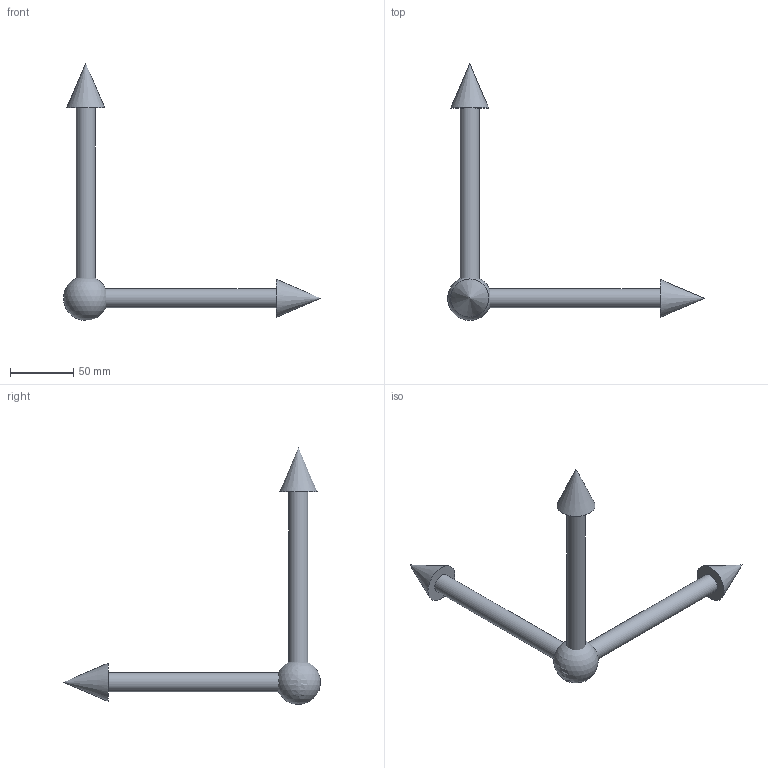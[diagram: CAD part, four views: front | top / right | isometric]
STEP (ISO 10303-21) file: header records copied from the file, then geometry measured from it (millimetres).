
FILE_DESCRIPTION(/* description */ (''),/* implementation_level */ '2;1');
FILE_NAME(/* name */ '4baee7ab-82ca-436b-96f9-0fab3de9fda9.stp',/* time_stamp */ '2022-11-04T20:50:53Z',/* author */ (''),/* organization */ (''),/* preprocessor_version */ 'ST-DEVELOPER v19.2',/* originating_system */ 'Autodesk Translation Framework v11.17.0.187',/* authorisation */ '');
FILE_SCHEMA (('AUTOMOTIVE_DESIGN { 1 0 10303 214 3 1 1 }'));
Length unit declared in the file: millimetre
Products named in the file (1): 3D_Coordinate_System
Bounding box: 202.5 x 202.37 x 202.5 mm (x, y, z)
Volume: 126710.9 mm3; surface area: 32558 mm2
Topology: 4 solids, 4 shells, 13 faces, 21 edges, 14 vertices
Faces by surface type: plane 6, cone 3, cylinder 3, sphere 1
Full cylindrical faces by diameter (mm): 15 x3
Entity records: 338 total; most frequent: DIRECTION 54, CARTESIAN_POINT 44, ORIENTED_EDGE 32, AXIS2_PLACEMENT_3D 24, EDGE_LOOP 16, EDGE_CURVE 16, VERTEX_POINT 14, FACE_OUTER_BOUND 13
